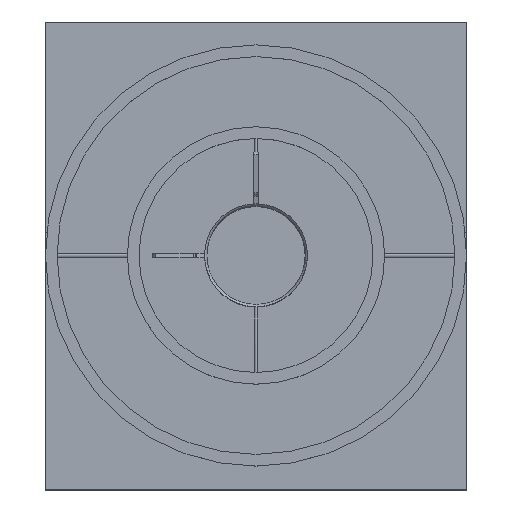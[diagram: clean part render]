
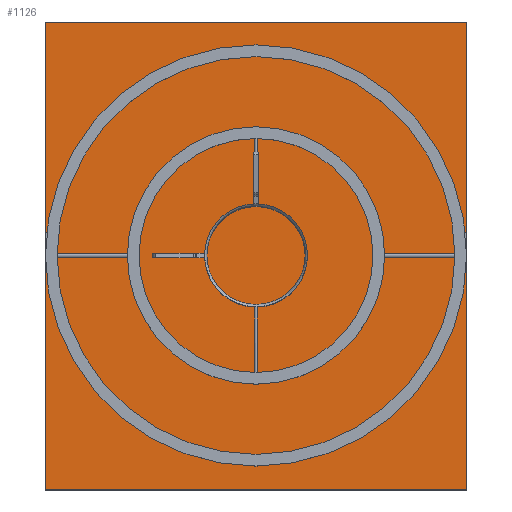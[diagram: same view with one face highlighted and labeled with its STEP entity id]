
A CAD part, top view. The second image highlights one B-rep face of the part: STEP entity #1126.
In plain terms, the highlighted planar face has unit normal (0, 0, 1).
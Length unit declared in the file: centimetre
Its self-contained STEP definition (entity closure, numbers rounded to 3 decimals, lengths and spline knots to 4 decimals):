
#148=LINE('',#2061,#238);
#149=LINE('',#2063,#239);
#150=LINE('',#2065,#240);
#151=LINE('',#2067,#241);
#152=LINE('',#2069,#242);
#153=LINE('',#2071,#243);
#154=LINE('',#2073,#244);
#155=LINE('',#2075,#245);
#156=LINE('',#2077,#246);
#157=LINE('',#2079,#247);
#158=LINE('',#2081,#248);
#159=LINE('',#2082,#249);
#238=VECTOR('',#1674,1.);
#239=VECTOR('',#1675,1.);
#240=VECTOR('',#1676,1.);
#241=VECTOR('',#1677,1.);
#242=VECTOR('',#1678,1.);
#243=VECTOR('',#1679,1.);
#244=VECTOR('',#1680,1.);
#245=VECTOR('',#1681,1.);
#246=VECTOR('',#1682,1.);
#247=VECTOR('',#1683,1.);
#248=VECTOR('',#1684,1.);
#249=VECTOR('',#1685,1.);
#373=FACE_OUTER_BOUND('',#460,.T.);
#460=EDGE_LOOP('',(#963,#964,#965,#966,#967,#968,#969,#970,#971,#972,#973,
#974));
#591=VERTEX_POINT('',#2059);
#592=VERTEX_POINT('',#2060);
#593=VERTEX_POINT('',#2062);
#594=VERTEX_POINT('',#2064);
#595=VERTEX_POINT('',#2066);
#596=VERTEX_POINT('',#2068);
#597=VERTEX_POINT('',#2070);
#598=VERTEX_POINT('',#2072);
#599=VERTEX_POINT('',#2074);
#600=VERTEX_POINT('',#2076);
#601=VERTEX_POINT('',#2078);
#602=VERTEX_POINT('',#2080);
#719=EDGE_CURVE('',#591,#592,#148,.T.);
#720=EDGE_CURVE('',#593,#591,#149,.T.);
#721=EDGE_CURVE('',#594,#593,#150,.T.);
#722=EDGE_CURVE('',#594,#595,#151,.T.);
#723=EDGE_CURVE('',#596,#595,#152,.T.);
#724=EDGE_CURVE('',#596,#597,#153,.T.);
#725=EDGE_CURVE('',#598,#597,#154,.T.);
#726=EDGE_CURVE('',#598,#599,#155,.T.);
#727=EDGE_CURVE('',#600,#599,#156,.T.);
#728=EDGE_CURVE('',#600,#601,#157,.T.);
#729=EDGE_CURVE('',#602,#601,#158,.T.);
#730=EDGE_CURVE('',#602,#592,#159,.T.);
#963=ORIENTED_EDGE('',*,*,#719,.F.);
#964=ORIENTED_EDGE('',*,*,#720,.F.);
#965=ORIENTED_EDGE('',*,*,#721,.F.);
#966=ORIENTED_EDGE('',*,*,#722,.T.);
#967=ORIENTED_EDGE('',*,*,#723,.F.);
#968=ORIENTED_EDGE('',*,*,#724,.T.);
#969=ORIENTED_EDGE('',*,*,#725,.F.);
#970=ORIENTED_EDGE('',*,*,#726,.T.);
#971=ORIENTED_EDGE('',*,*,#727,.F.);
#972=ORIENTED_EDGE('',*,*,#728,.T.);
#973=ORIENTED_EDGE('',*,*,#729,.F.);
#974=ORIENTED_EDGE('',*,*,#730,.T.);
#1060=PLANE('',#1372);
#1126=ADVANCED_FACE('',(#373),#1060,.T.);
#1372=AXIS2_PLACEMENT_3D('',#2058,#1672,#1673);
#1672=DIRECTION('center_axis',(0.,0.,1.));
#1673=DIRECTION('ref_axis',(1.,0.,0.));
#1674=DIRECTION('',(-1.,0.,0.));
#1675=DIRECTION('',(0.,1.,0.));
#1676=DIRECTION('',(1.,0.,0.));
#1677=DIRECTION('',(0.,-1.,0.));
#1678=DIRECTION('',(-1.,0.,0.));
#1679=DIRECTION('',(0.,1.,0.));
#1680=DIRECTION('',(1.,0.,0.));
#1681=DIRECTION('',(0.,1.,0.));
#1682=DIRECTION('',(-1.,0.,0.));
#1683=DIRECTION('',(0.,1.,0.));
#1684=DIRECTION('',(1.,0.,0.));
#1685=DIRECTION('',(0.,-1.,0.));
#2058=CARTESIAN_POINT('Origin',(-9.,0.,-12.));
#2059=CARTESIAN_POINT('',(-8.5,1.,-12.));
#2060=CARTESIAN_POINT('',(-9.,1.,-12.));
#2061=CARTESIAN_POINT('',(-9.,1.,-12.));
#2062=CARTESIAN_POINT('',(-8.5,0.,-12.));
#2063=CARTESIAN_POINT('',(-8.5,0.,-12.));
#2064=CARTESIAN_POINT('',(-9.,0.,-12.));
#2065=CARTESIAN_POINT('',(-9.,0.,-12.));
#2066=CARTESIAN_POINT('',(-9.,-10.,-12.));
#2067=CARTESIAN_POINT('',(-9.,0.,-12.));
#2068=CARTESIAN_POINT('',(9.,-10.,-12.));
#2069=CARTESIAN_POINT('',(-9.,-10.,-12.));
#2070=CARTESIAN_POINT('',(9.,0.,-12.));
#2071=CARTESIAN_POINT('',(9.,0.,-12.));
#2072=CARTESIAN_POINT('',(8.5,0.,-12.));
#2073=CARTESIAN_POINT('',(-9.,0.,-12.));
#2074=CARTESIAN_POINT('',(8.5,1.,-12.));
#2075=CARTESIAN_POINT('',(8.5,0.,-12.));
#2076=CARTESIAN_POINT('',(9.,1.,-12.));
#2077=CARTESIAN_POINT('',(-9.,1.,-12.));
#2078=CARTESIAN_POINT('',(9.,10.,-12.));
#2079=CARTESIAN_POINT('',(9.,0.,-12.));
#2080=CARTESIAN_POINT('',(-9.,10.,-12.));
#2081=CARTESIAN_POINT('',(-9.,10.,-12.));
#2082=CARTESIAN_POINT('',(-9.,0.,-12.));
